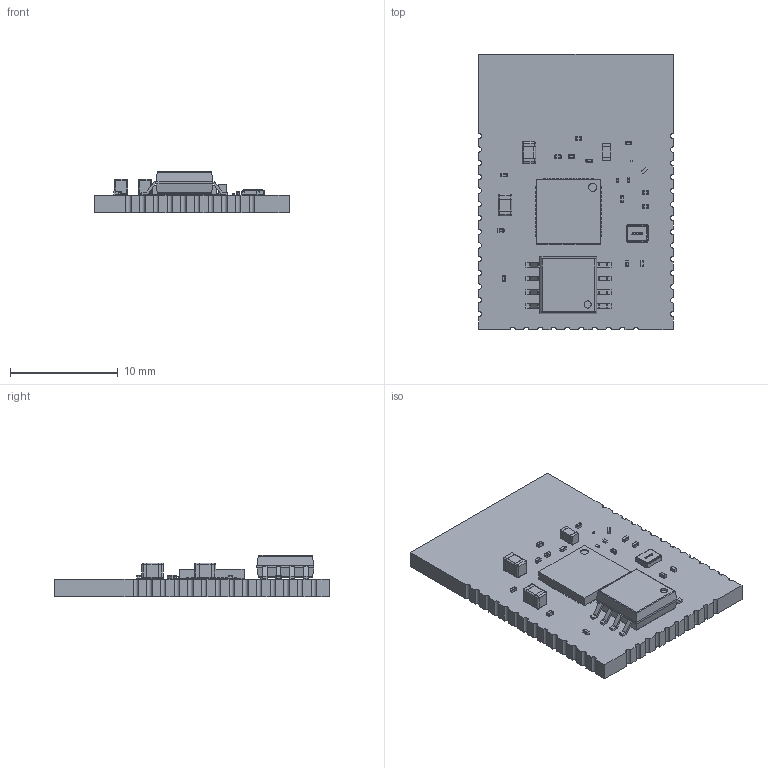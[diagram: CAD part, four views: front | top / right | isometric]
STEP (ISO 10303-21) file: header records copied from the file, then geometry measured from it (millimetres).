
FILE_DESCRIPTION(('KiCad electronic assembly'),'2;1');
FILE_NAME('ESP32.step','2025-03-21T18:32:52',('Pcbnew'),('Kicad'), 'Open CASCADE STEP processor 7.8','KiCad to STEP converter','Unknown' );
FILE_SCHEMA(('AUTOMOTIVE_DESIGN { 1 0 10303 214 1 1 1 1 }'));
Length unit declared in the file: millimetre
Products named in the file (32): ESP32 1; GRM033C81E104KE14D; ASSEMBLY; GRM033R71E271KA01D; GRM033D70J224ME01W; GRM033R60J105MEA2D; ERJ-XGNJ203Y; GRM022R60J332KE19L; GRM022R61C104ME05L; GRM0335C1H101JA01D; GRM21BR61E106KA73L; GRM0335C1H2R4BA01D; GRM0335C1H220JA01D; ABM11W-40.0000MHZ-4-B1U-T3; ABM11W; AIMC-0603-2N7S-T; W25Q32JVSSIQ_TR; MSASJ021SB5103KWNA01; ESP32-D0WDQ6; GRM0335C1H3R9BA01D; _autosave-ESP32_PCB
Assembly tree (39 placements, depth 3):
  ESP32 1
    GRM033C81E104KE14D  x4
      ASSEMBLY
    GRM033R71E271KA01D  x2
      GRM033D70J224ME01W
    GRM033R60J105MEA2D  x3
      GRM033D70J224ME01W
    ERJ-XGNJ203Y
      ASSEMBLY
    GRM022R60J332KE19L
      GRM022R61C104ME05L
    GRM0335C1H101JA01D
      ASSEMBLY
    GRM21BR61E106KA73L  x2
      ASSEMBLY
    GRM0335C1H2R4BA01D
      GRM033D70J224ME01W
    GRM0335C1H220JA01D  x2
      ASSEMBLY
    ABM11W-40.0000MHZ-4-B1U-T3
      ABM11W
    AIMC-0603-2N7S-T
      ASSEMBLY
    W25Q32JVSSIQ_TR
      ASSEMBLY
    MSASJ021SB5103KWNA01
      ASSEMBLY
    ESP32-D0WDQ6
      ASSEMBLY
    GRM0335C1H3R9BA01D
      GRM033D70J224ME01W
    _autosave-ESP32_PCB
Bounding box: 18 x 25.5 x 3.81 mm (x, y, z)
Volume: 827 mm3; surface area: 1400.3 mm2
Topology: 122 solids, 122 shells, 1523 faces, 3502 edges, 2100 vertices
Faces by surface type: plane 875, cylinder 488, sphere 136, bspline 24
Full cylindrical faces by diameter (mm): 0.66 x1, 0.75 x1
Entity records: 34685 total; most frequent: CARTESIAN_POINT 6509, DIRECTION 5518, ORIENTED_EDGE 5196, EDGE_CURVE 2598, LINE 1908, VECTOR 1908, AXIS2_PLACEMENT_3D 1805, VERTEX_POINT 1652
